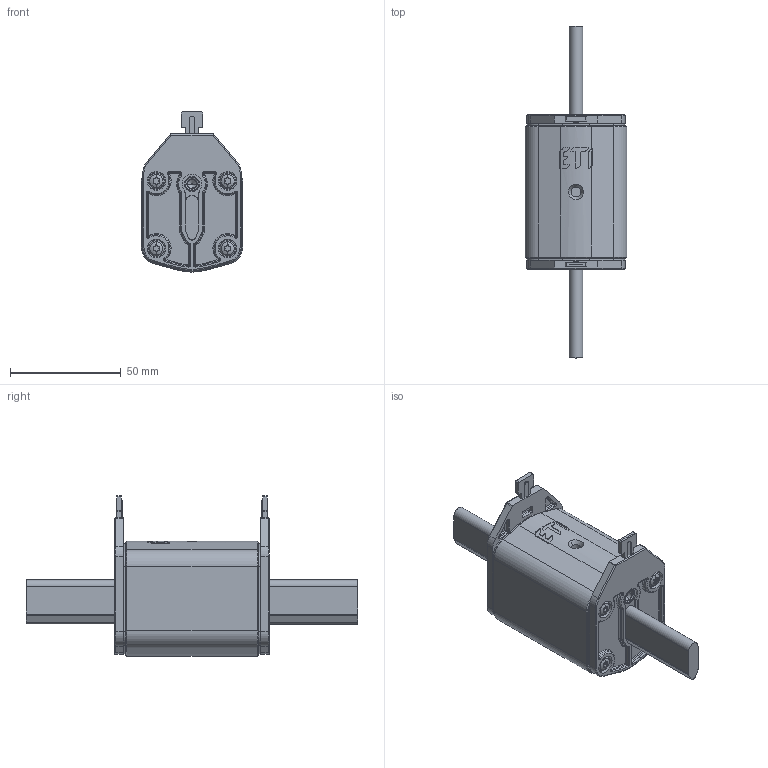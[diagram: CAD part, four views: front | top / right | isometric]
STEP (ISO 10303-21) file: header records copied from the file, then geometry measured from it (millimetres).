
FILE_DESCRIPTION((''),'2;1');
FILE_NAME('0000049349_ASM','2021-08-09T',('said.beganovic'),('Audax d.o.o.'),'CREO PARAMETRIC BY PTC INC, 2017020','CREO PARAMETRIC BY PTC INC, 2017020','');
FILE_SCHEMA(('AUTOMOTIVE_DESIGN { 1 0 10303 214 1 1 1 1 }'));
Length unit declared in the file: millimetre
Products named in the file (14): 0000029406; 0000029228; 0000029233; 0000029246_ASM; 0000030202; 0000029240; 0000029249_ASM; 0000023339; 0000046379; 0000046382; 0000031301; 0000002790; 0000002596_AF0; 0000049349_ASM
Assembly tree (21 placements, depth 3):
  0000049349_ASM
    0000029406
    0000029246_ASM
      0000029228
      0000029233
    0000030202
    0000029249_ASM
      0000029240
      0000029233
    0000023339
    0000046379
    0000046382
    0000031301  x8
    0000002790
    0000002596_AF0
Bounding box: 46 x 150.2 x 72.5 mm (x, y, z)
Volume: 159500.3 mm3; surface area: 48870.5 mm2
Topology: 20 solids, 37 shells, 1453 faces, 3649 edges, 2273 vertices
Faces by surface type: cylinder 697, plane 414, torus 194, sphere 78, extrusion 33, cone 19, bspline 18
Entity records: 62093 total; most frequent: CARTESIAN_POINT 10553, DIRECTION 6943, ORIENTED_EDGE 6128, PRESENTATION_STYLE_ASSIGNMENT 4193, STYLED_ITEM 4095, EDGE_CURVE 3085, CURVE_STYLE 2986, AXIS2_PLACEMENT_3D 2703
